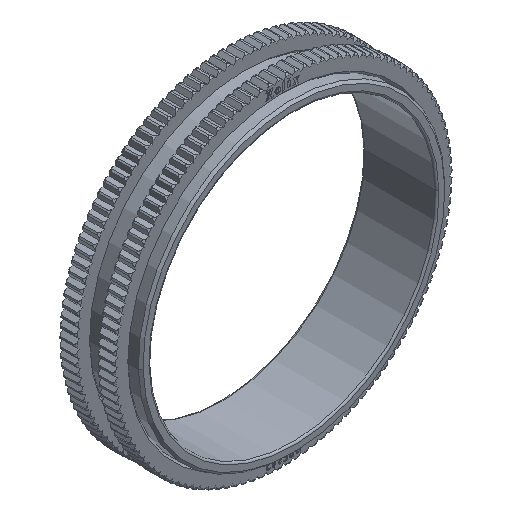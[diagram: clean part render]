
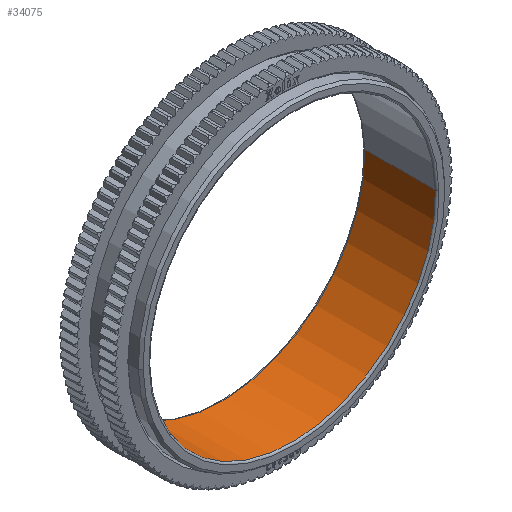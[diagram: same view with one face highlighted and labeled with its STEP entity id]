
A CAD part, isometric view. The second image highlights one B-rep face of the part: STEP entity #34075.
In plain terms, the highlighted cylindrical face has radius 24.15 mm (diameter 48.3 mm), a partial arc.
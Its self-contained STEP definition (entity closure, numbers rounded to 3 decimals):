
#1267 = CARTESIAN_POINT ( 'NONE',  ( -9.264, 2.532, 0.002 ) ) ;
#1950 = DIRECTION ( 'NONE',  ( 0., 1., 0. ) ) ;
#3712 = VERTEX_POINT ( 'NONE', #15405 ) ;
#4429 = VERTEX_POINT ( 'NONE', #16473 ) ;
#7479 = ORIENTED_EDGE ( 'NONE', *, *, #28787, .T. ) ;
#9051 = DIRECTION ( 'NONE',  ( -1., 0., -0.024 ) ) ;
#11382 = DIRECTION ( 'NONE',  ( 1., 0., 0.024 ) ) ;
#11614 = CIRCLE ( 'NONE', #15747, 24.15 ) ;
#12646 = AXIS2_PLACEMENT_3D ( 'NONE', #18846, #38762, #9051 ) ;
#12718 = DIRECTION ( 'NONE',  ( -1., 0., -0.024 ) ) ;
#12788 = LINE ( 'NONE', #32698, #13411 ) ;
#13411 = VECTOR ( 'NONE', #28458, 1000. ) ;
#13710 = LINE ( 'NONE', #43097, #14419 ) ;
#14419 = VECTOR ( 'NONE', #62981, 1000. ) ;
#15356 = EDGE_CURVE ( 'NONE', #4429, #61045, #11614, .T. ) ;
#15405 = CARTESIAN_POINT ( 'NONE',  ( -33.407, 2.532, -0.589 ) ) ;
#15447 = AXIS2_PLACEMENT_3D ( 'NONE', #1267, #56075, #11382 ) ;
#15747 = AXIS2_PLACEMENT_3D ( 'NONE', #37849, #1950, #12718 ) ;
#16473 = CARTESIAN_POINT ( 'NONE',  ( 14.878, 14.432, 0.594 ) ) ;
#18528 = FACE_OUTER_BOUND ( 'NONE', #40492, .T. ) ;
#18846 = CARTESIAN_POINT ( 'NONE',  ( -9.264, 14.732, 0.002 ) ) ;
#25589 = EDGE_CURVE ( 'NONE', #3712, #61045, #12788, .T. ) ;
#25763 = ORIENTED_EDGE ( 'NONE', *, *, #15356, .T. ) ;
#28458 = DIRECTION ( 'NONE',  ( 0., 1., 0. ) ) ;
#28709 = EDGE_CURVE ( 'NONE', #31225, #4429, #13710, .T. ) ;
#28787 = EDGE_CURVE ( 'NONE', #3712, #31225, #56104, .T. ) ;
#29509 = CARTESIAN_POINT ( 'NONE',  ( -33.407, 14.432, -0.589 ) ) ;
#31225 = VERTEX_POINT ( 'NONE', #36799 ) ;
#32698 = CARTESIAN_POINT ( 'NONE',  ( -33.407, 14.732, -0.589 ) ) ;
#34075 = ADVANCED_FACE ( 'NONE', ( #18528 ), #63531, .F. ) ;
#36799 = CARTESIAN_POINT ( 'NONE',  ( 14.878, 2.532, 0.594 ) ) ;
#37849 = CARTESIAN_POINT ( 'NONE',  ( -9.264, 14.432, 0.002 ) ) ;
#38762 = DIRECTION ( 'NONE',  ( 0., 1., 0. ) ) ;
#40492 = EDGE_LOOP ( 'NONE', ( #7479, #56171, #25763, #40869 ) ) ;
#40869 = ORIENTED_EDGE ( 'NONE', *, *, #25589, .F. ) ;
#43097 = CARTESIAN_POINT ( 'NONE',  ( 14.878, 14.732, 0.594 ) ) ;
#56075 = DIRECTION ( 'NONE',  ( 0., -1., 0. ) ) ;
#56104 = CIRCLE ( 'NONE', #15447, 24.15 ) ;
#56171 = ORIENTED_EDGE ( 'NONE', *, *, #28709, .T. ) ;
#61045 = VERTEX_POINT ( 'NONE', #29509 ) ;
#62981 = DIRECTION ( 'NONE',  ( 0., 1., 0. ) ) ;
#63531 = CYLINDRICAL_SURFACE ( 'NONE', #12646, 24.15 ) ;
